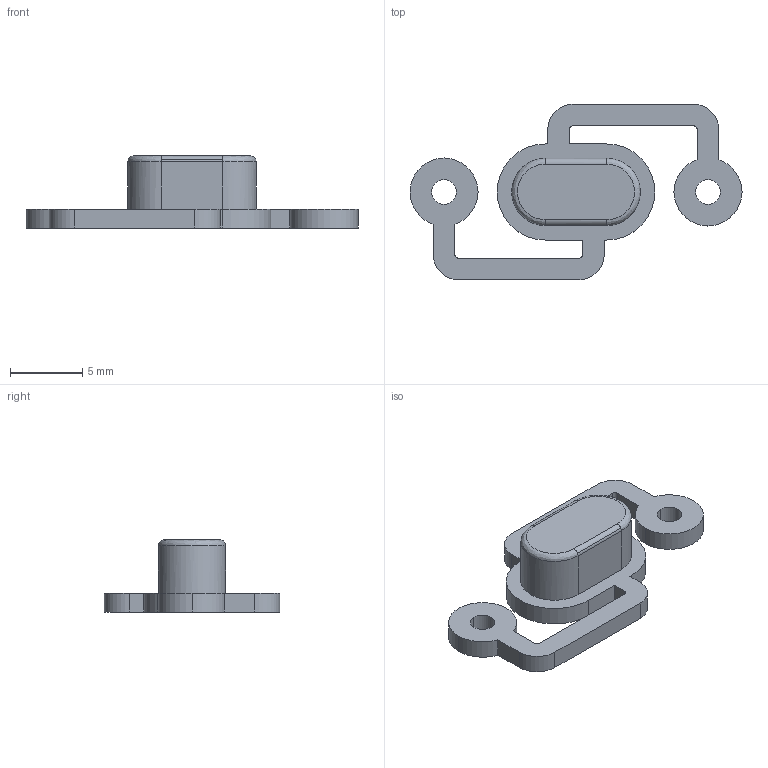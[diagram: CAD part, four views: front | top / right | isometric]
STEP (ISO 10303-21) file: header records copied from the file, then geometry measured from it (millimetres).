
FILE_DESCRIPTION (( 'STEP AP203' ), '1' );
FILE_NAME ('Reset Button.STEP', '2014-06-16T16:53:29', ( '' ), ( '' ), 'SwSTEP 2.0', 'SolidWorks 2013', '' );
FILE_SCHEMA (( 'CONFIG_CONTROL_DESIGN' ));
Length unit declared in the file: millimetre
Products named in the file (1): Reset Button
Bounding box: 22.95 x 12.14 x 4.98 mm (x, y, z)
Volume: 254 mm3; surface area: 591.1 mm2
Topology: 1 solids, 1 shells, 58 faces, 155 edges, 102 vertices
Faces by surface type: plane 29, cylinder 27, bspline 2
Entity records: 2007 total; most frequent: CARTESIAN_POINT 458, ORIENTED_EDGE 310, DIRECTION 305, EDGE_CURVE 155, AXIS2_PLACEMENT_3D 103, VERTEX_POINT 102, VECTOR 99, LINE 99
